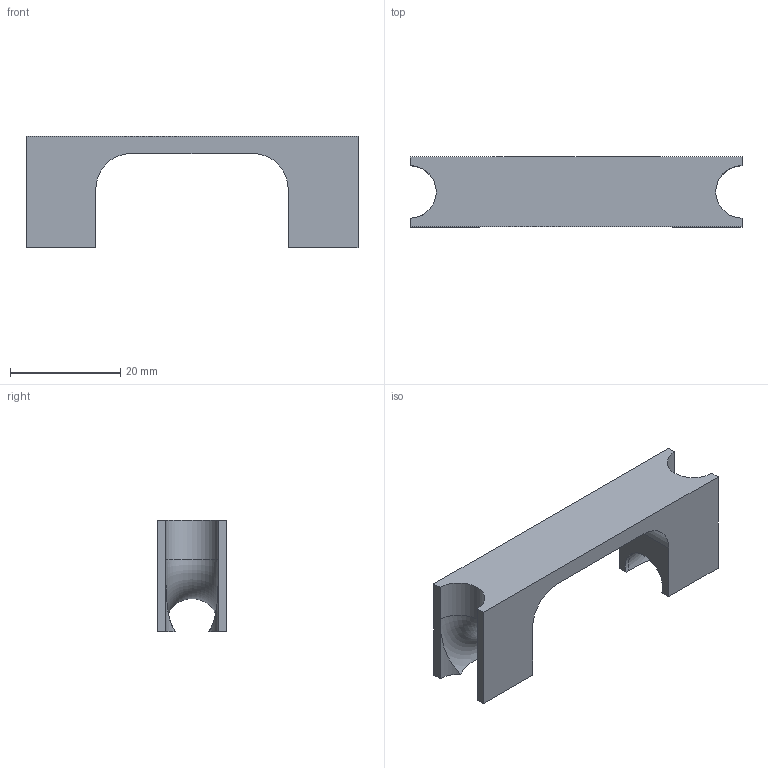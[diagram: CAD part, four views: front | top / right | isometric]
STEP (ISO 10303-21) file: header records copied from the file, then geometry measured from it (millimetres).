
FILE_DESCRIPTION(/* description */ (''),/* implementation_level */ '2;1');
FILE_NAME(/* name */ 'CFS Spring Adapter.step',/* time_stamp */ '2023-09-19T19:25:03-04:00',/* author */ (''),/* organization */ (''),/* preprocessor_version */ 'ST-DEVELOPER v20',/* originating_system */ 'Autodesk Translation Framework v12.9.0.99',/* authorisation */ '');
FILE_SCHEMA (('AUTOMOTIVE_DESIGN { 1 0 10303 214 3 1 1 }'));
Length unit declared in the file: inch
Products named in the file (1): CFS Spring Adapter
Bounding box: 60.33 x 12.7 x 20.32 mm (x, y, z)
Volume: 5664.1 mm3; surface area: 3785.1 mm2
Topology: 1 solids, 1 shells, 26 faces, 68 edges, 44 vertices
Faces by surface type: plane 14, cylinder 10, torus 2
Entity records: 879 total; most frequent: CARTESIAN_POINT 203, ORIENTED_EDGE 136, DIRECTION 130, EDGE_CURVE 68, LINE 44, VECTOR 44, VERTEX_POINT 44, AXIS2_PLACEMENT_3D 43
